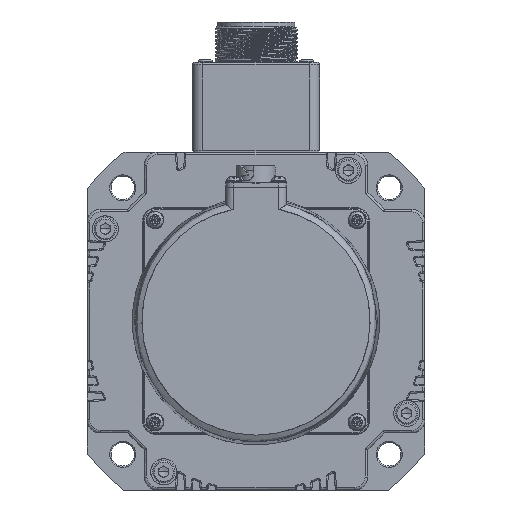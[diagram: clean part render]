
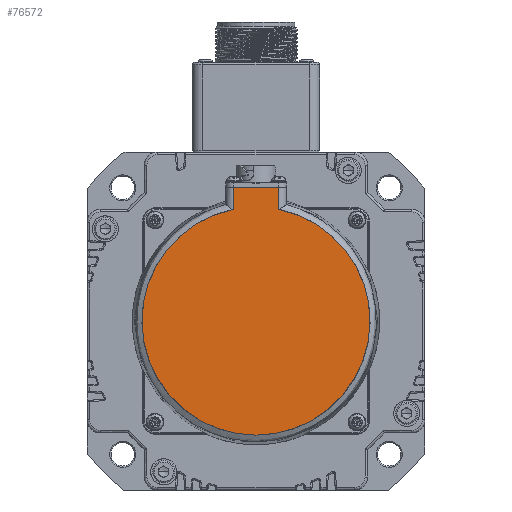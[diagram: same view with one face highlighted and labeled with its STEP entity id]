
A CAD part, front view. The second image highlights one B-rep face of the part: STEP entity #76572.
In plain terms, the highlighted planar face has unit normal (0, -1, 0).
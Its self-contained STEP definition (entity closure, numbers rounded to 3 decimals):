
#70974=CARTESIAN_POINT('',(202.33,-88.,-21.97));
#70975=VERTEX_POINT('',#70974);
#70983=CARTESIAN_POINT('',(202.33,-88.,-13.5));
#70984=VERTEX_POINT('',#70983);
#70985=CARTESIAN_POINT('',(202.33,-88.,-21.97));
#70986=DIRECTION('',(0.,0.,1.));
#70987=VECTOR('',#70986,8.47);
#70988=LINE('',#70985,#70987);
#70989=EDGE_CURVE('',#70975,#70984,#70988,.T.);
#71219=CARTESIAN_POINT('',(219.67,-88.,-13.5));
#71220=VERTEX_POINT('',#71219);
#71228=CARTESIAN_POINT('',(219.67,-88.,-21.97));
#71229=VERTEX_POINT('',#71228);
#71230=CARTESIAN_POINT('',(219.67,-88.,-13.5));
#71231=DIRECTION('',(0.,0.,-1.));
#71232=VECTOR('',#71231,8.47);
#71233=LINE('',#71230,#71232);
#71234=EDGE_CURVE('',#71220,#71229,#71233,.T.);
#76543=CARTESIAN_POINT('',(211.,-88.,-65.));
#76544=DIRECTION('',(0.198,0.,0.98));
#76545=DIRECTION('',(0.,1.,0.));
#76546=AXIS2_PLACEMENT_3D('',#76543,#76545,#76544);
#76547=CIRCLE('',#76546,43.895);
#76548=EDGE_CURVE('',#71229,#70975,#76547,.T.);
#76556=CARTESIAN_POINT('',(211.,-88.,-61.483));
#76557=DIRECTION('',(0.,0.,-1.));
#76558=DIRECTION('',(0.,-1.,0.));
#76559=AXIS2_PLACEMENT_3D('',#76556,#76558,#76557);
#76560=PLANE('',#76559);
#76561=ORIENTED_EDGE('',*,*,#76548,.F.);
#76562=ORIENTED_EDGE('',*,*,#71234,.F.);
#76563=CARTESIAN_POINT('',(219.67,-88.,-13.5));
#76564=DIRECTION('',(-1.,0.,0.));
#76565=VECTOR('',#76564,17.34);
#76566=LINE('',#76563,#76565);
#76567=EDGE_CURVE('',#71220,#70984,#76566,.T.);
#76568=ORIENTED_EDGE('',*,*,#76567,.T.);
#76569=ORIENTED_EDGE('',*,*,#70989,.F.);
#76570=EDGE_LOOP('',(#76561,#76562,#76568,#76569));
#76571=FACE_OUTER_BOUND('',#76570,.T.);
#76572=ADVANCED_FACE('',(#76571),#76560,.T.);
